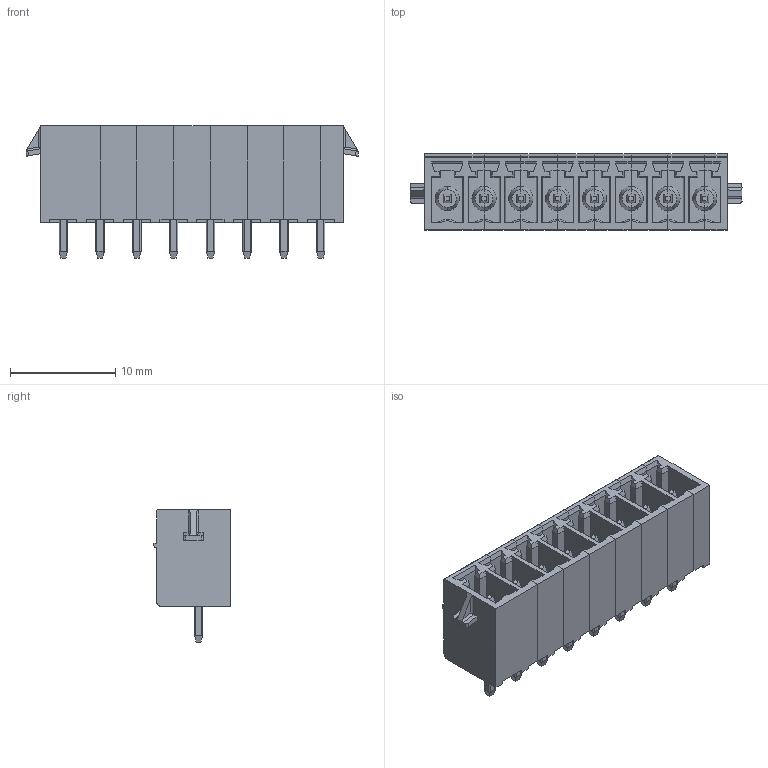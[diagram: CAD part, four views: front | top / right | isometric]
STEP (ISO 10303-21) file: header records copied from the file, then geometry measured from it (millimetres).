
FILE_DESCRIPTION(('STEP AP214'),'1');
FILE_NAME('cctmp_AE182C69-05D1-40DC-BE5B-3EC34116DEE7_2022_04_21_12_27_57_0542_9444..stp','2022-04-21T12:27:58',('PHOENIX CONTACT Deutschland GmbH'),('CADClick - www.CADClick.com'),'Spatial InterOp 3D',' ','unknown authorization');
FILE_SCHEMA(('AUTOMOTIVE_DESIGN'));
Length unit declared in the file: millimetre
Products named in the file (17): cc_unnamed; 2022_04_21_12_27_57_0510; 2022_04_21_12_27_57_0479; 2022_04_21_12_27_57_0448; 2022_04_21_12_27_57_0417; 2022_04_21_12_27_57_0386; 2022_04_21_12_27_57_0354; 2022_04_21_12_27_57_0323; 2022_04_21_12_27_57_0292; 2022_04_21_12_27_57_0261; 2022_04_21_12_27_57_0229; 2022_04_21_12_27_57_0198; 2022_04_21_12_27_57_0167; 2022_04_21_12_27_57_0152; 2022_04_21_12_27_57_0149; 2022_04_21_12_27_57_0146; 2022_04_21_12_27_57_0129
Assembly tree (16 placements, depth 2):
  cc_unnamed
    2022_04_21_12_27_57_0510
    2022_04_21_12_27_57_0479
    2022_04_21_12_27_57_0448
    2022_04_21_12_27_57_0417
    2022_04_21_12_27_57_0386
    2022_04_21_12_27_57_0354
    2022_04_21_12_27_57_0323
    2022_04_21_12_27_57_0292
    2022_04_21_12_27_57_0261
    2022_04_21_12_27_57_0229
    2022_04_21_12_27_57_0198
    2022_04_21_12_27_57_0167
    2022_04_21_12_27_57_0152
    2022_04_21_12_27_57_0149
    2022_04_21_12_27_57_0146
    2022_04_21_12_27_57_0129
Bounding box: 31.6 x 7.25 x 12.6 mm (x, y, z)
Volume: 1043.7 mm3; surface area: 3017.6 mm2
Topology: 16 solids, 16 shells, 923 faces, 2606 edges, 1727 vertices
Faces by surface type: plane 785, cylinder 87, cone 32, extrusion 19
Entity records: 42782 total; most frequent: CARTESIAN_POINT 8018, ORIENTED_EDGE 5212, DIRECTION 4440, EDGE_CURVE 2606, VECTOR 2288, LINE 2269, VERTEX_POINT 1727, STYLED_ITEM 1579
